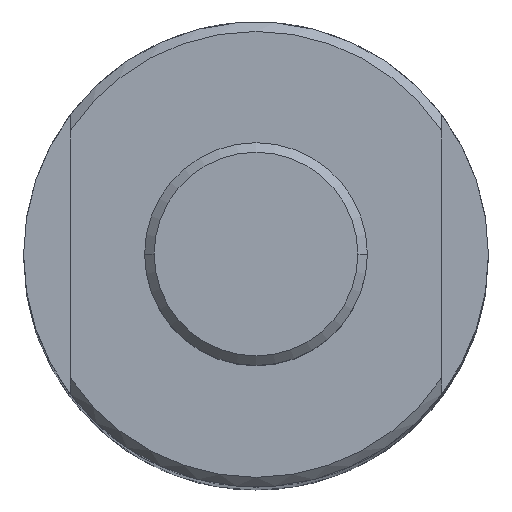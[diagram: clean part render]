
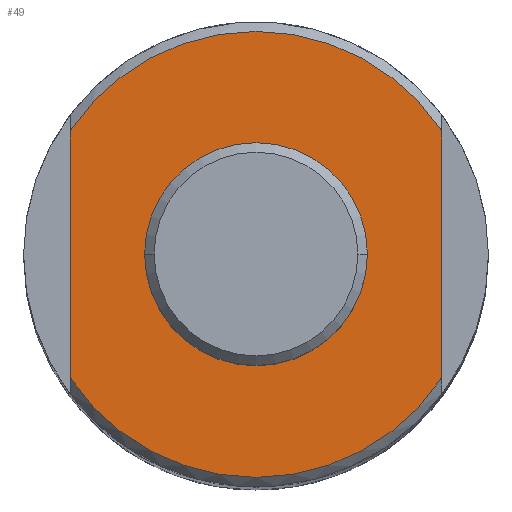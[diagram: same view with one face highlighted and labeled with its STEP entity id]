
A CAD part, top view. The second image highlights one B-rep face of the part: STEP entity #49.
In plain terms, the highlighted planar face has unit normal (0, 0, 1).
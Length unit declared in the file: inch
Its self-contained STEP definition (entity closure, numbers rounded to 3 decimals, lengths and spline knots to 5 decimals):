
#49 = ADVANCED_FACE ( 'NONE', ( #546, #555 ), #920, .T. ) ;
#77 = CARTESIAN_POINT ( 'NONE',  ( 0.625, -0.41548, 3.3125 ) ) ;
#81 = CARTESIAN_POINT ( 'NONE',  ( 0.625, 0.41548, 3.3125 ) ) ;
#82 = CARTESIAN_POINT ( 'NONE',  ( 0.375, 0., 3.3125 ) ) ;
#86 = CARTESIAN_POINT ( 'NONE',  ( -0.625, 0.41548, 3.3125 ) ) ;
#134 = CARTESIAN_POINT ( 'NONE',  ( -0.375, 0., 3.3125 ) ) ;
#138 = CARTESIAN_POINT ( 'NONE',  ( -0.625, -0.41548, 3.3125 ) ) ;
#187 = EDGE_CURVE ( 'NONE', #1375, #1370, #603, .T. ) ;
#239 = ORIENTED_EDGE ( 'NONE', *, *, #1326, .F. ) ;
#247 = ORIENTED_EDGE ( 'NONE', *, *, #1331, .T. ) ;
#264 = ORIENTED_EDGE ( 'NONE', *, *, #1343, .F. ) ;
#341 = ORIENTED_EDGE ( 'NONE', *, *, #1285, .T. ) ;
#351 = ORIENTED_EDGE ( 'NONE', *, *, #1325, .F. ) ;
#377 = ORIENTED_EDGE ( 'NONE', *, *, #187, .F. ) ;
#438 = EDGE_LOOP ( 'NONE', ( #351, #239 ) ) ;
#476 = EDGE_LOOP ( 'NONE', ( #264, #247, #377, #341 ) ) ;
#546 = FACE_OUTER_BOUND ( 'NONE', #476, .T. ) ;
#555 = FACE_BOUND ( 'NONE', #438, .T. ) ;
#600 = VECTOR ( 'NONE', #910, 39.37008 ) ;
#603 = LINE ( 'NONE', #789, #600 ) ;
#625 = CIRCLE ( 'NONE', #1538, 0.7505 ) ;
#667 = CIRCLE ( 'NONE', #1547, 0.375 ) ;
#668 = CIRCLE ( 'NONE', #1560, 0.375 ) ;
#675 = CIRCLE ( 'NONE', #1563, 0.7505 ) ;
#690 = LINE ( 'NONE', #1185, #691 ) ;
#691 = VECTOR ( 'NONE', #1186, 39.37008 ) ;
#789 = CARTESIAN_POINT ( 'NONE',  ( 0.625, 0.47083, 3.3125 ) ) ;
#908 = DIRECTION ( 'NONE',  ( 1., 0., 0. ) ) ;
#910 = DIRECTION ( 'NONE',  ( 0., -1., 0. ) ) ;
#912 = CARTESIAN_POINT ( 'NONE',  ( 0., 0., 3.3125 ) ) ;
#913 = DIRECTION ( 'NONE',  ( 0., 0., 1. ) ) ;
#920 = PLANE ( 'NONE',  #1502 ) ;
#959 = CARTESIAN_POINT ( 'NONE',  ( 0., 0., 3.3125 ) ) ;
#960 = DIRECTION ( 'NONE',  ( 0., 0., 1. ) ) ;
#961 = DIRECTION ( 'NONE',  ( 1., 0., 0. ) ) ;
#1133 = CARTESIAN_POINT ( 'NONE',  ( 0., 0., 3.3125 ) ) ;
#1136 = CARTESIAN_POINT ( 'NONE',  ( 0., 0., 3.3125 ) ) ;
#1138 = DIRECTION ( 'NONE',  ( 0., 0., 1. ) ) ;
#1139 = DIRECTION ( 'NONE',  ( 1., 0., 0. ) ) ;
#1140 = DIRECTION ( 'NONE',  ( 0., 0., 1. ) ) ;
#1141 = DIRECTION ( 'NONE',  ( 1., 0., 0. ) ) ;
#1147 = CARTESIAN_POINT ( 'NONE',  ( 0., 0., 3.3125 ) ) ;
#1155 = DIRECTION ( 'NONE',  ( 0., 0., 1. ) ) ;
#1156 = DIRECTION ( 'NONE',  ( 1., 0., 0. ) ) ;
#1185 = CARTESIAN_POINT ( 'NONE',  ( -0.625, 0.47083, 3.3125 ) ) ;
#1186 = DIRECTION ( 'NONE',  ( 0., 1., 0. ) ) ;
#1285 = EDGE_CURVE ( 'NONE', #1375, #1381, #625, .T. ) ;
#1325 = EDGE_CURVE ( 'NONE', #1376, #1483, #667, .T. ) ;
#1326 = EDGE_CURVE ( 'NONE', #1483, #1376, #668, .T. ) ;
#1331 = EDGE_CURVE ( 'NONE', #1487, #1370, #675, .T. ) ;
#1343 = EDGE_CURVE ( 'NONE', #1487, #1381, #690, .T. ) ;
#1370 = VERTEX_POINT ( 'NONE', #77 ) ;
#1375 = VERTEX_POINT ( 'NONE', #81 ) ;
#1376 = VERTEX_POINT ( 'NONE', #82 ) ;
#1381 = VERTEX_POINT ( 'NONE', #86 ) ;
#1483 = VERTEX_POINT ( 'NONE', #134 ) ;
#1487 = VERTEX_POINT ( 'NONE', #138 ) ;
#1502 = AXIS2_PLACEMENT_3D ( 'NONE', #912, #913, #908 ) ;
#1538 = AXIS2_PLACEMENT_3D ( 'NONE', #959, #960, #961 ) ;
#1547 = AXIS2_PLACEMENT_3D ( 'NONE', #1136, #1138, #1139 ) ;
#1560 = AXIS2_PLACEMENT_3D ( 'NONE', #1133, #1140, #1141 ) ;
#1563 = AXIS2_PLACEMENT_3D ( 'NONE', #1147, #1155, #1156 ) ;
